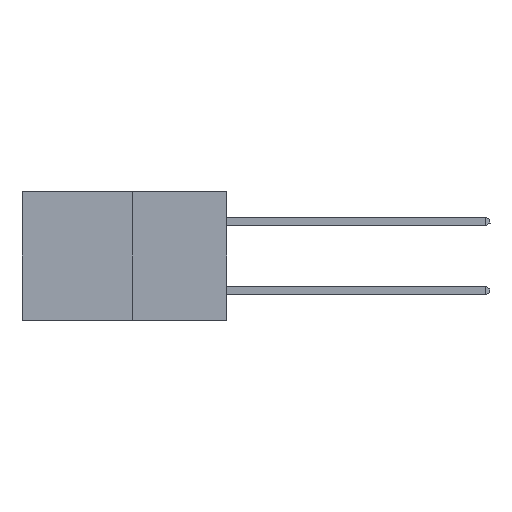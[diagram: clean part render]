
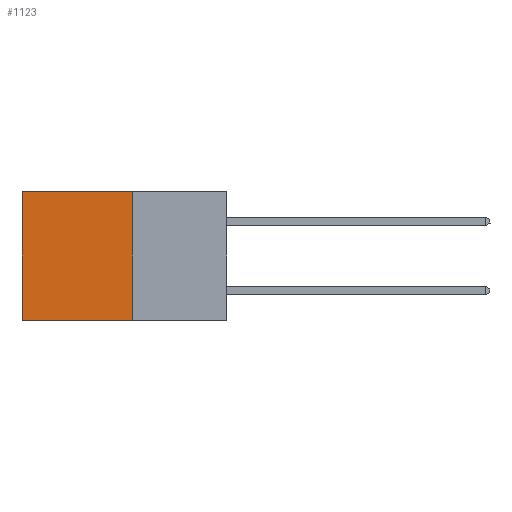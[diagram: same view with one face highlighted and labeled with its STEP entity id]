
A CAD part, left-side view. The second image highlights one B-rep face of the part: STEP entity #1123.
In plain terms, the highlighted planar face has unit normal (-1, 0, 0).
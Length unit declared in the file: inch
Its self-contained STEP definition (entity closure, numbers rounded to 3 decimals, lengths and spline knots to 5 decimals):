
#408 = CARTESIAN_POINT ( 'NONE',  ( 0.277, 0.27, 0. ) ) ;
#479 = EDGE_CURVE ( 'NONE', #3290, #1700, #4540, .T. ) ;
#879 = VECTOR ( 'NONE', #6529, 39.37008 ) ;
#1001 = CARTESIAN_POINT ( 'NONE',  ( 0.277, 0.27, -0.37 ) ) ;
#1123 = ADVANCED_FACE ( 'NONE', ( #1407 ), #6206, .F. ) ;
#1179 = DIRECTION ( 'NONE',  ( 0., 1., 0. ) ) ;
#1336 = CARTESIAN_POINT ( 'NONE',  ( 0.277, 0.27, -0.37 ) ) ;
#1407 = FACE_OUTER_BOUND ( 'NONE', #9964, .T. ) ;
#1431 = AXIS2_PLACEMENT_3D ( 'NONE', #1001, #2693, #1803 ) ;
#1700 = VERTEX_POINT ( 'NONE', #7584 ) ;
#1803 = DIRECTION ( 'NONE',  ( 0., 0., -1. ) ) ;
#1918 = VECTOR ( 'NONE', #1925, 39.37008 ) ;
#1925 = DIRECTION ( 'NONE',  ( 0., 0., -1. ) ) ;
#2412 = EDGE_CURVE ( 'NONE', #1700, #6368, #6127, .T. ) ;
#2693 = DIRECTION ( 'NONE',  ( 1., 0., 0. ) ) ;
#2732 = CARTESIAN_POINT ( 'NONE',  ( 0.277, 0.27, -0.37 ) ) ;
#3290 = VERTEX_POINT ( 'NONE', #5739 ) ;
#4540 = LINE ( 'NONE', #408, #8241 ) ;
#5045 = CARTESIAN_POINT ( 'NONE',  ( 0.277, 0.59, -0.37 ) ) ;
#5198 = VECTOR ( 'NONE', #1179, 39.37008 ) ;
#5393 = CARTESIAN_POINT ( 'NONE',  ( 0.277, 0.59, -0.37 ) ) ;
#5739 = CARTESIAN_POINT ( 'NONE',  ( 0.277, 0.27, 0. ) ) ;
#6127 = LINE ( 'NONE', #5045, #1918 ) ;
#6206 = PLANE ( 'NONE',  #1431 ) ;
#6342 = DIRECTION ( 'NONE',  ( 0., 1., 0. ) ) ;
#6368 = VERTEX_POINT ( 'NONE', #5393 ) ;
#6529 = DIRECTION ( 'NONE',  ( 0., 0., -1. ) ) ;
#6543 = CARTESIAN_POINT ( 'NONE',  ( 0.277, 0.27, -0.37 ) ) ;
#6947 = LINE ( 'NONE', #6543, #879 ) ;
#7175 = LINE ( 'NONE', #1336, #5198 ) ;
#7584 = CARTESIAN_POINT ( 'NONE',  ( 0.277, 0.59, 0. ) ) ;
#7850 = EDGE_CURVE ( 'NONE', #3290, #8496, #6947, .T. ) ;
#8241 = VECTOR ( 'NONE', #6342, 39.37008 ) ;
#8317 = ORIENTED_EDGE ( 'NONE', *, *, #8701, .F. ) ;
#8496 = VERTEX_POINT ( 'NONE', #2732 ) ;
#8617 = ORIENTED_EDGE ( 'NONE', *, *, #479, .T. ) ;
#8701 = EDGE_CURVE ( 'NONE', #8496, #6368, #7175, .T. ) ;
#9537 = ORIENTED_EDGE ( 'NONE', *, *, #7850, .F. ) ;
#9964 = EDGE_LOOP ( 'NONE', ( #9992, #8317, #9537, #8617 ) ) ;
#9992 = ORIENTED_EDGE ( 'NONE', *, *, #2412, .T. ) ;
